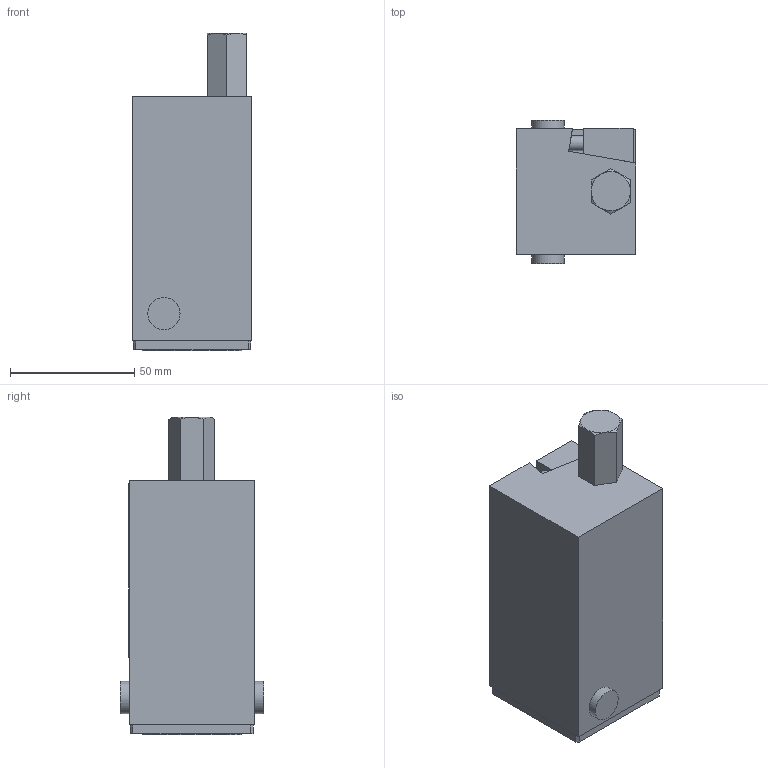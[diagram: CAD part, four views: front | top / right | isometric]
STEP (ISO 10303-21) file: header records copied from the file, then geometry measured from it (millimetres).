
FILE_DESCRIPTION(/* description */ (''),/* implementation_level */ '2;1');
FILE_NAME(/* name */ 'C4-RC2085-24102-16M.stp',/* time_stamp */ '2018-06-20T13:38:18+05:00',/* author */ (''),/* organization */ (''),/* preprocessor_version */ 'ST-DEVELOPER v15',/* originating_system */ 'SIEMENS PLM Software NX 8.5',/* authorisation */ '');
FILE_SCHEMA (('AUTOMOTIVE_DESIGN { 1 0 10303 214 3 1 1 1 }'));
Length unit declared in the file: millimetre
Products named in the file (1): inpu17C86164ltgt
Bounding box: 48 x 57.6 x 127.9 mm (x, y, z)
Volume: 235884.2 mm3; surface area: 30944.3 mm2
Topology: 1 solids, 1 shells, 50 faces, 127 edges, 86 vertices
Faces by surface type: plane 35, cylinder 8, cone 7
Full cylindrical faces by diameter (mm): 2.5 x1, 6 x3, 13 x2, 40 x1
Entity records: 1578 total; most frequent: CARTESIAN_POINT 376, DIRECTION 236, ORIENTED_EDGE 226, EDGE_CURVE 113, VERTEX_POINT 80, AXIS2_PLACEMENT_3D 80, LINE 76, VECTOR 76
